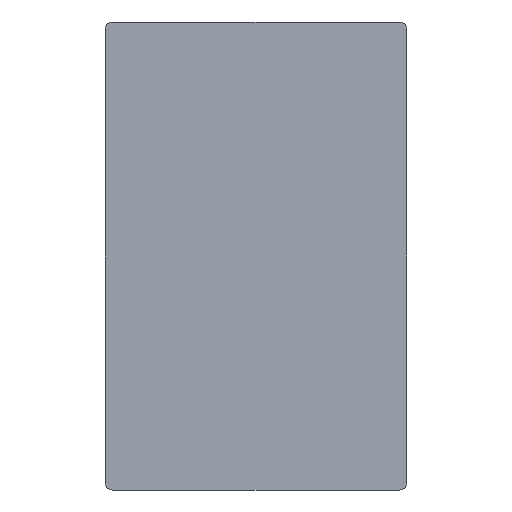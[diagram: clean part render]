
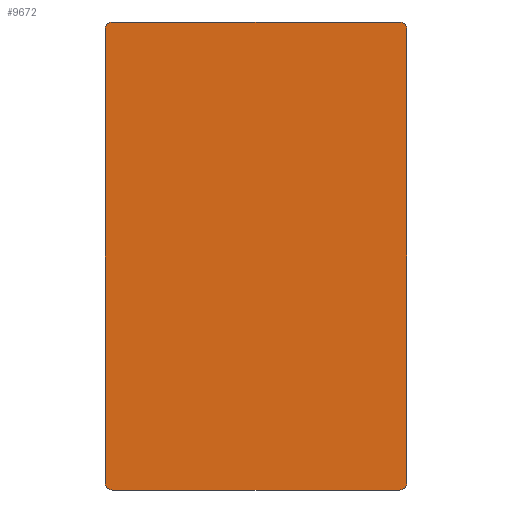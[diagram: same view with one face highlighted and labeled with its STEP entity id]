
A CAD part, left-side view. The second image highlights one B-rep face of the part: STEP entity #9672.
In plain terms, the highlighted planar face has unit normal (-1, 0, 0).
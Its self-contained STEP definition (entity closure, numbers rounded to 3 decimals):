
#352 = AXIS2_PLACEMENT_3D ( 'NONE', #7741, #762, #13731 ) ;
#762 = DIRECTION ( 'NONE',  ( 1., 0., 0. ) ) ;
#1023 = VERTEX_POINT ( 'NONE', #7697 ) ;
#1509 = EDGE_CURVE ( 'NONE', #5602, #3139, #11344, .T. ) ;
#1821 = EDGE_CURVE ( 'NONE', #5400, #10489, #7157, .T. ) ;
#2092 = DIRECTION ( 'NONE',  ( 0., 0., -1. ) ) ;
#2120 = CARTESIAN_POINT ( 'NONE',  ( 0., 0.5, -0.5 ) ) ;
#2369 = DIRECTION ( 'NONE',  ( 1., 0., 0. ) ) ;
#2833 = LINE ( 'NONE', #3804, #5600 ) ;
#2926 = EDGE_LOOP ( 'NONE', ( #12710, #6755, #10542, #12086, #6447, #10423, #3142, #10520 ) ) ;
#2959 = DIRECTION ( 'NONE',  ( 0., 1., 0. ) ) ;
#3138 = EDGE_CURVE ( 'NONE', #10503, #7830, #7328, .T. ) ;
#3139 = VERTEX_POINT ( 'NONE', #9464 ) ;
#3142 = ORIENTED_EDGE ( 'NONE', *, *, #3138, .F. ) ;
#3430 = AXIS2_PLACEMENT_3D ( 'NONE', #10206, #7928, #2092 ) ;
#3792 = CARTESIAN_POINT ( 'NONE',  ( 0., 0., -0.5 ) ) ;
#3804 = CARTESIAN_POINT ( 'NONE',  ( 0., 0.5, 0. ) ) ;
#3887 = CARTESIAN_POINT ( 'NONE',  ( 0., 0.5, -0.5 ) ) ;
#4216 = VECTOR ( 'NONE', #5438, 1000. ) ;
#4511 = LINE ( 'NONE', #8562, #12198 ) ;
#4731 = AXIS2_PLACEMENT_3D ( 'NONE', #2120, #10291, #15019 ) ;
#5174 = DIRECTION ( 'NONE',  ( 0., -1., 0. ) ) ;
#5327 = LINE ( 'NONE', #8937, #4216 ) ;
#5400 = VERTEX_POINT ( 'NONE', #13253 ) ;
#5438 = DIRECTION ( 'NONE',  ( 0., 0., 1. ) ) ;
#5600 = VECTOR ( 'NONE', #5174, 1000. ) ;
#5602 = VERTEX_POINT ( 'NONE', #10863 ) ;
#5903 = DIRECTION ( 'NONE',  ( 0., 0., 1. ) ) ;
#6165 = VERTEX_POINT ( 'NONE', #3792 ) ;
#6447 = ORIENTED_EDGE ( 'NONE', *, *, #1821, .F. ) ;
#6748 = CARTESIAN_POINT ( 'NONE',  ( 0., 20., -30.5 ) ) ;
#6755 = ORIENTED_EDGE ( 'NONE', *, *, #7475, .F. ) ;
#6822 = VECTOR ( 'NONE', #6850, 1000. ) ;
#6850 = DIRECTION ( 'NONE',  ( 0., 0., -1. ) ) ;
#7157 = CIRCLE ( 'NONE', #352, 0.5 ) ;
#7328 = CIRCLE ( 'NONE', #14905, 0.5 ) ;
#7475 = EDGE_CURVE ( 'NONE', #3139, #1023, #2833, .T. ) ;
#7512 = EDGE_CURVE ( 'NONE', #7830, #5400, #4511, .T. ) ;
#7697 = CARTESIAN_POINT ( 'NONE',  ( 0., 0.5, 0. ) ) ;
#7741 = CARTESIAN_POINT ( 'NONE',  ( 0., 19.5, -30.5 ) ) ;
#7830 = VERTEX_POINT ( 'NONE', #12451 ) ;
#7928 = DIRECTION ( 'NONE',  ( 1., 0., 0. ) ) ;
#8207 = CARTESIAN_POINT ( 'NONE',  ( 0., 0.5, -30.5 ) ) ;
#8562 = CARTESIAN_POINT ( 'NONE',  ( 0., 0.5, -31. ) ) ;
#8937 = CARTESIAN_POINT ( 'NONE',  ( 0., 20., -0.5 ) ) ;
#9464 = CARTESIAN_POINT ( 'NONE',  ( 0., 19.5, 0. ) ) ;
#9672 = ADVANCED_FACE ( 'NONE', ( #13636 ), #13724, .T. ) ;
#9769 = CIRCLE ( 'NONE', #10626, 0.5 ) ;
#10206 = CARTESIAN_POINT ( 'NONE',  ( 0., 19.5, -0.5 ) ) ;
#10291 = DIRECTION ( 'NONE',  ( -1., 0., 0. ) ) ;
#10423 = ORIENTED_EDGE ( 'NONE', *, *, #7512, .F. ) ;
#10489 = VERTEX_POINT ( 'NONE', #6748 ) ;
#10503 = VERTEX_POINT ( 'NONE', #13740 ) ;
#10520 = ORIENTED_EDGE ( 'NONE', *, *, #13687, .F. ) ;
#10542 = ORIENTED_EDGE ( 'NONE', *, *, #1509, .F. ) ;
#10626 = AXIS2_PLACEMENT_3D ( 'NONE', #3887, #12180, #14482 ) ;
#10863 = CARTESIAN_POINT ( 'NONE',  ( 0., 20., -0.5 ) ) ;
#11344 = CIRCLE ( 'NONE', #3430, 0.5 ) ;
#11733 = EDGE_CURVE ( 'NONE', #1023, #6165, #9769, .T. ) ;
#12086 = ORIENTED_EDGE ( 'NONE', *, *, #14012, .F. ) ;
#12180 = DIRECTION ( 'NONE',  ( 1., 0., 0. ) ) ;
#12198 = VECTOR ( 'NONE', #2959, 1000. ) ;
#12451 = CARTESIAN_POINT ( 'NONE',  ( 0., 0.5, -31. ) ) ;
#12672 = CARTESIAN_POINT ( 'NONE',  ( 0., 0., -0.5 ) ) ;
#12710 = ORIENTED_EDGE ( 'NONE', *, *, #11733, .F. ) ;
#13253 = CARTESIAN_POINT ( 'NONE',  ( 0., 19.5, -31. ) ) ;
#13564 = LINE ( 'NONE', #12672, #6822 ) ;
#13636 = FACE_OUTER_BOUND ( 'NONE', #2926, .T. ) ;
#13687 = EDGE_CURVE ( 'NONE', #6165, #10503, #13564, .T. ) ;
#13724 = PLANE ( 'NONE',  #4731 ) ;
#13731 = DIRECTION ( 'NONE',  ( 0., 0., -1. ) ) ;
#13740 = CARTESIAN_POINT ( 'NONE',  ( 0., 0., -30.5 ) ) ;
#14012 = EDGE_CURVE ( 'NONE', #10489, #5602, #5327, .T. ) ;
#14482 = DIRECTION ( 'NONE',  ( 0., 0., 1. ) ) ;
#14905 = AXIS2_PLACEMENT_3D ( 'NONE', #8207, #2369, #5903 ) ;
#15019 = DIRECTION ( 'NONE',  ( 0., 0., 1. ) ) ;
